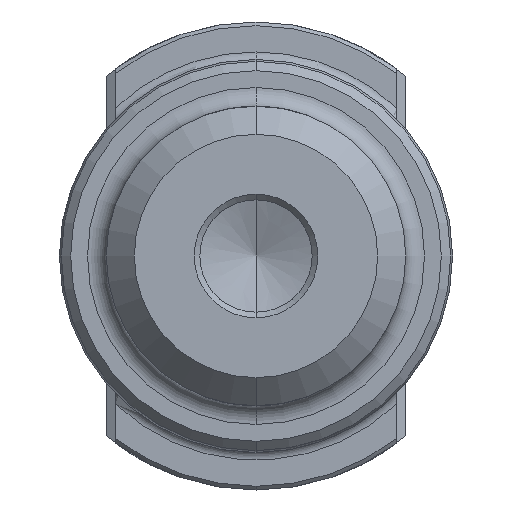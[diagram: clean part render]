
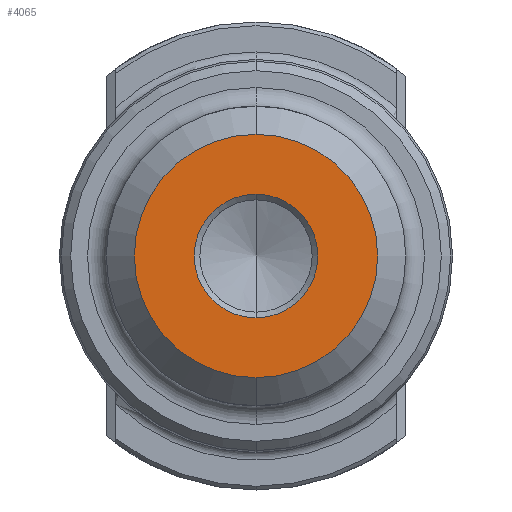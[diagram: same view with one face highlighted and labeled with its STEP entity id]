
A CAD part, left-side view. The second image highlights one B-rep face of the part: STEP entity #4065.
In plain terms, the highlighted planar face has unit normal (-1, 0, 0).
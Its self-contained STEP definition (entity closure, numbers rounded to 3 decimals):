
#103 = AXIS2_PLACEMENT_3D ( 'NONE', #2225, #4216, #1899 ) ;
#465 = AXIS2_PLACEMENT_3D ( 'NONE', #554, #526, #519 ) ;
#501 = VERTEX_POINT ( 'NONE', #2608 ) ;
#519 = DIRECTION ( 'NONE',  ( 0., 0., -1. ) ) ;
#526 = DIRECTION ( 'NONE',  ( 1., 0., 0. ) ) ;
#530 = PLANE ( 'NONE',  #465 ) ;
#539 = ORIENTED_EDGE ( 'NONE', *, *, #3809, .F. ) ;
#554 = CARTESIAN_POINT ( 'NONE',  ( 0., 3.3, 0. ) ) ;
#646 = CIRCLE ( 'NONE', #744, 3.3 ) ;
#744 = AXIS2_PLACEMENT_3D ( 'NONE', #879, #876, #874 ) ;
#873 = DIRECTION ( 'NONE',  ( 0., 0., 1. ) ) ;
#874 = DIRECTION ( 'NONE',  ( 0., 0., 1. ) ) ;
#875 = DIRECTION ( 'NONE',  ( -1., 0., 0. ) ) ;
#876 = DIRECTION ( 'NONE',  ( -1., 0., 0. ) ) ;
#879 = CARTESIAN_POINT ( 'NONE',  ( 0., 0., 0. ) ) ;
#909 = FACE_OUTER_BOUND ( 'NONE', #2835, .T. ) ;
#949 = CARTESIAN_POINT ( 'NONE',  ( 0., 0., 0. ) ) ;
#1047 = FACE_BOUND ( 'NONE', #1348, .T. ) ;
#1126 = ORIENTED_EDGE ( 'NONE', *, *, #1594, .T. ) ;
#1187 = VERTEX_POINT ( 'NONE', #3932 ) ;
#1321 = VERTEX_POINT ( 'NONE', #3458 ) ;
#1348 = EDGE_LOOP ( 'NONE', ( #539, #3985 ) ) ;
#1587 = ORIENTED_EDGE ( 'NONE', *, *, #2281, .T. ) ;
#1594 = EDGE_CURVE ( 'NONE', #2551, #1187, #3016, .T. ) ;
#1743 = AXIS2_PLACEMENT_3D ( 'NONE', #2681, #2678, #2668 ) ;
#1899 = DIRECTION ( 'NONE',  ( 0., 0., 1. ) ) ;
#2225 = CARTESIAN_POINT ( 'NONE',  ( 0., 0., 0. ) ) ;
#2240 = AXIS2_PLACEMENT_3D ( 'NONE', #949, #875, #873 ) ;
#2281 = EDGE_CURVE ( 'NONE', #1187, #2551, #3611, .T. ) ;
#2551 = VERTEX_POINT ( 'NONE', #3117 ) ;
#2608 = CARTESIAN_POINT ( 'NONE',  ( 0., 0., -3.3 ) ) ;
#2668 = DIRECTION ( 'NONE',  ( 0., 0., 1. ) ) ;
#2678 = DIRECTION ( 'NONE',  ( -1., 0., 0. ) ) ;
#2681 = CARTESIAN_POINT ( 'NONE',  ( 0., 0., 0. ) ) ;
#2727 = EDGE_CURVE ( 'NONE', #501, #1321, #3880, .T. ) ;
#2835 = EDGE_LOOP ( 'NONE', ( #1126, #1587 ) ) ;
#3016 = CIRCLE ( 'NONE', #2240, 6.5 ) ;
#3117 = CARTESIAN_POINT ( 'NONE',  ( 0., 0., -6.5 ) ) ;
#3458 = CARTESIAN_POINT ( 'NONE',  ( 0., 0., 3.3 ) ) ;
#3611 = CIRCLE ( 'NONE', #103, 6.5 ) ;
#3809 = EDGE_CURVE ( 'NONE', #1321, #501, #646, .T. ) ;
#3880 = CIRCLE ( 'NONE', #1743, 3.3 ) ;
#3932 = CARTESIAN_POINT ( 'NONE',  ( 0., 0., 6.5 ) ) ;
#3985 = ORIENTED_EDGE ( 'NONE', *, *, #2727, .F. ) ;
#4065 = ADVANCED_FACE ( 'NONE', ( #1047, #909 ), #530, .F. ) ;
#4216 = DIRECTION ( 'NONE',  ( -1., 0., 0. ) ) ;
